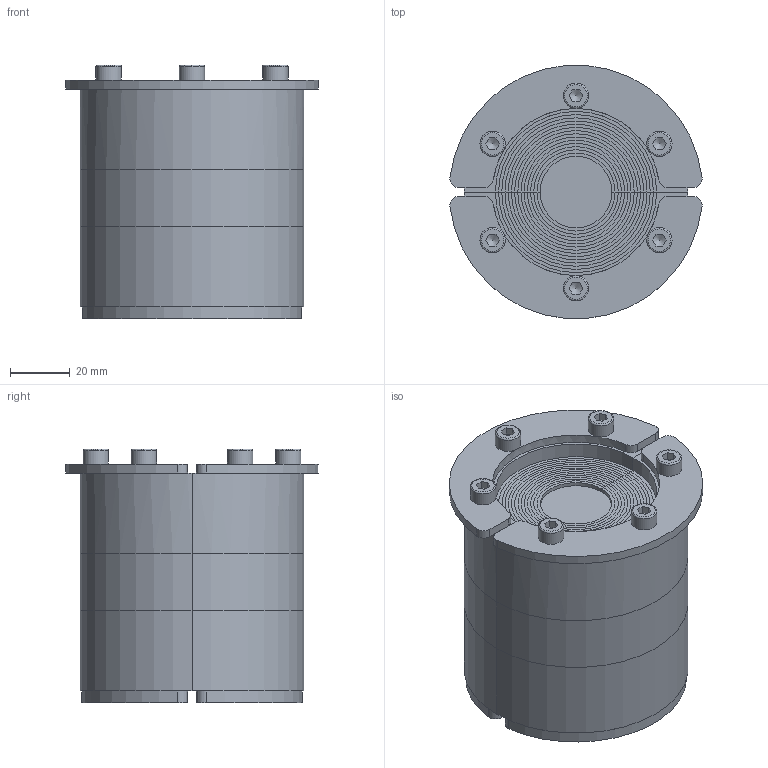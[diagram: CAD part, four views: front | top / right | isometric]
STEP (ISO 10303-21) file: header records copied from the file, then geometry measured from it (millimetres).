
FILE_DESCRIPTION(/* description */ ('','CAx-IF Rec.Pracs.---Representation and Presentation of Product Manufacturing Information (PMI)---4.0---2014-10-13'),/* implementation_level */ '2;1');
FILE_NAME(/* name */ 'RS 75 BG.stp',/* time_stamp */ '2021-12-22T13:52:45+01:00',/* author */ ('se-linado'),/* organization */ (''),/* preprocessor_version */ 'ST-DEVELOPER v17.2',/* originating_system */ 'Autodesk Inventor 2019',/* authorisation */ '');
FILE_SCHEMA (('AP242_MANAGED_MODEL_BASED_3D_ENGINEERING_MIM_LF { 1 0 10303 442 1 1 4 }'));
Length unit declared in the file: millimetre
Products named in the file (1): RS 75 BG_EMC
Bounding box: 84.48 x 84.69 x 85 mm (x, y, z)
Volume: 315168.7 mm3; surface area: 34567.9 mm2
Topology: 1 solids, 1 shells, 192 faces, 482 edges, 300 vertices
Faces by surface type: plane 124, cylinder 50, cone 12, torus 6
Full cylindrical faces by diameter (mm): 4.134 x6, 8.5 x6
Entity records: 5934 total; most frequent: CARTESIAN_POINT 1053, DIRECTION 1032, ORIENTED_EDGE 952, EDGE_CURVE 476, AXIS2_PLACEMENT_3D 405, VERTEX_POINT 300, LINE 222, VECTOR 222
